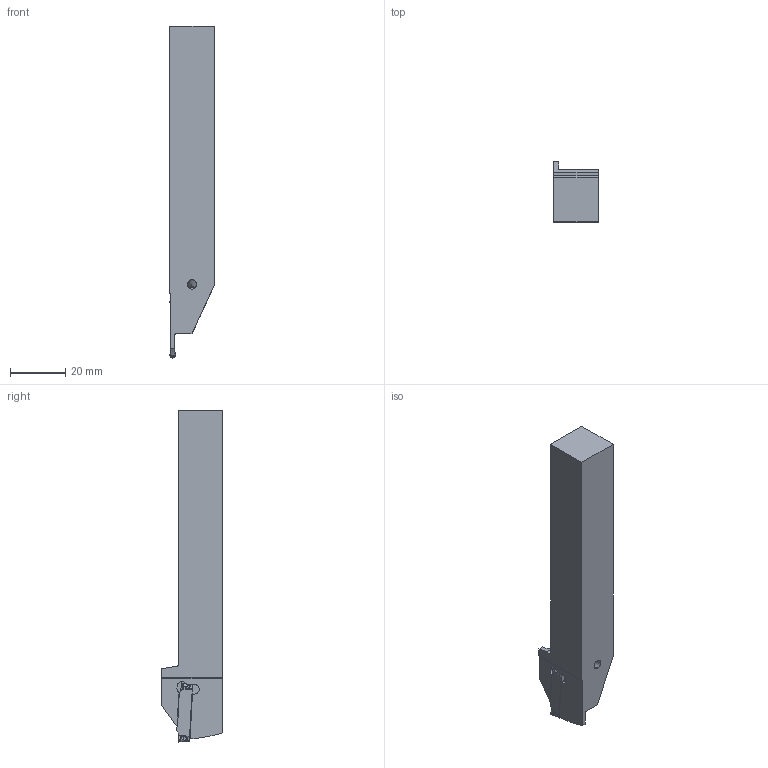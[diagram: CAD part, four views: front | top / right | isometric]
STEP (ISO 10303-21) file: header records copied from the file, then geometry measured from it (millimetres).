
FILE_DESCRIPTION(/* description */ (''),/* implementation_level */ '2;1');
FILE_NAME(/* name */ 'GYSR1616JX00-D17_CW2_00_N_MR1_0.stp',/* time_stamp */ '2023-02-27T12:05:51+09:00',/* author */ (''),/* organization */ (''),/* preprocessor_version */ 'ST-DEVELOPER v16',/* originating_system */ 'SIEMENS PLM Software NX 10.0',/* authorisation */ '');
FILE_SCHEMA (('AUTOMOTIVE_DESIGN { 1 0 10303 214 3 1 1 1 }'));
Length unit declared in the file: millimetre
Products named in the file (1): GYSR1616JX00-D17_CW2_00_N_MR1_0_ASM
Bounding box: 16 x 22 x 120.2 mm (x, y, z)
Volume: 27084.3 mm3; surface area: 8330.6 mm2
Topology: 2 solids, 2 shells, 176 faces, 535 edges, 384 vertices
Faces by surface type: cylinder 56, plane 54, bspline 42, cone 18, torus 4, sphere 2
Entity records: 10284 total; most frequent: CARTESIAN_POINT 5816, ORIENTED_EDGE 1020, DIRECTION 744, EDGE_CURVE 510, VERTEX_POINT 337, AXIS2_PLACEMENT_3D 273, LINE 198, VECTOR 198
